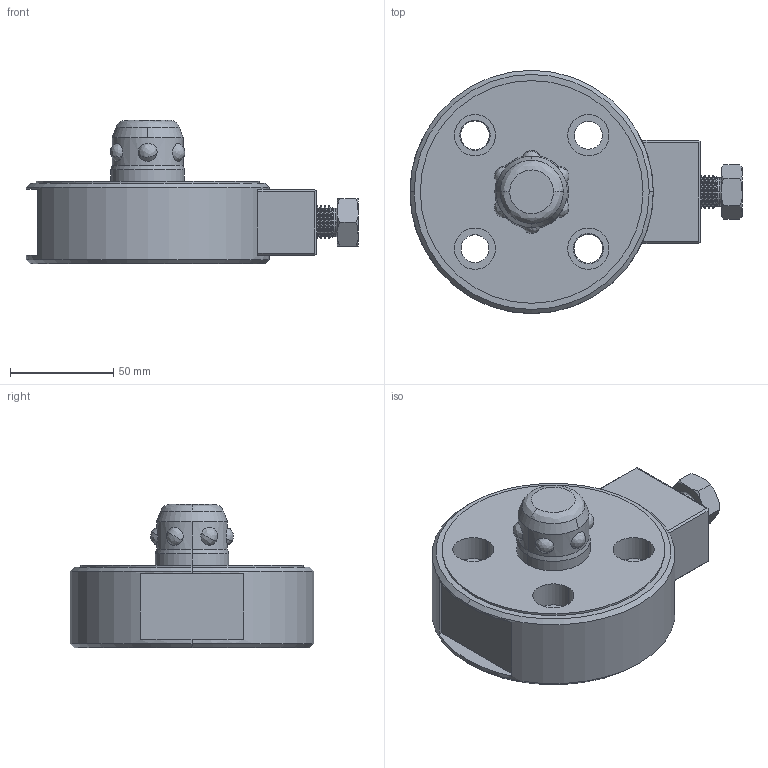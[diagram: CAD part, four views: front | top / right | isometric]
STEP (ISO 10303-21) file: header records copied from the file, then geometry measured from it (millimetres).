
FILE_DESCRIPTION (( 'STEP AP214' ), '1' );
FILE_NAME ('EH 1990.100.STEP', '2006-10-06T07:32:10', ( 'John Doe' ), ( 'none' ), 'SwSTEP 2.0', 'SolidWorks 2002296', '' );
FILE_SCHEMA (( 'AUTOMOTIVE_DESIGN' ));
Length unit declared in the file: millimetre
Products named in the file (3): EH 1990.100; Imported; Imported1
Assembly tree (2 placements, depth 2):
  EH 1990.100
    Imported
    Imported1
Bounding box: 161 x 118 x 69.5 mm (x, y, z)
Volume: 465576.3 mm3; surface area: 58215.4 mm2
Topology: 2 solids, 2 shells, 411 faces, 939 edges, 538 vertices
Faces by surface type: cone 150, bspline 135, cylinder 86, plane 40
Entity records: 18026 total; most frequent: CARTESIAN_POINT 4398, DIRECTION 2044, ORIENTED_EDGE 1862, EDGE_CURVE 931, AXIS2_PLACEMENT_3D 872, CIRCLE 591, VERTEX_POINT 538, EDGE_LOOP 433
